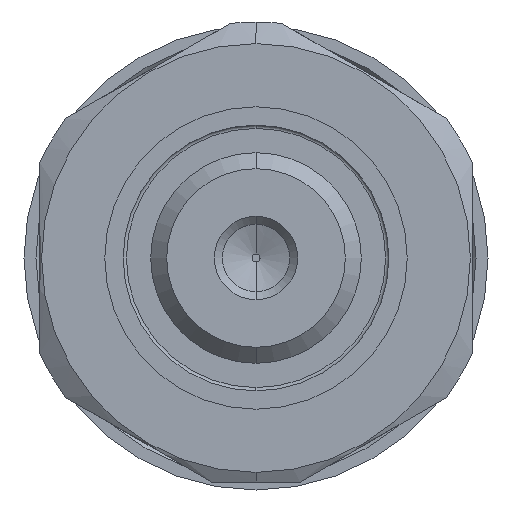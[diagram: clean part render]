
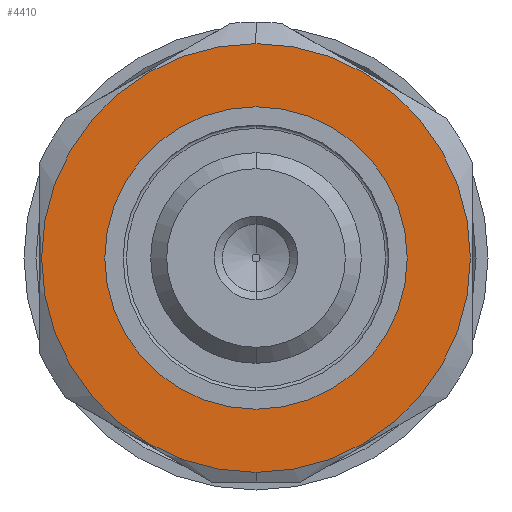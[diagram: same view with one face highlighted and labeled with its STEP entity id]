
A CAD part, front view. The second image highlights one B-rep face of the part: STEP entity #4410.
In plain terms, the highlighted face is planar.
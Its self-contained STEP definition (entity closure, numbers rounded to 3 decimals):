
#72 = DIRECTION ( 'NONE',  ( -1., 0., 0. ) ) ;
#99 = CARTESIAN_POINT ( 'NONE',  ( 14., 0., -9.45 ) ) ;
#139 = AXIS2_PLACEMENT_3D ( 'NONE', #4563, #3291, #3695 ) ;
#259 = CARTESIAN_POINT ( 'NONE',  ( 14., 0., 0. ) ) ;
#276 = DIRECTION ( 'NONE',  ( -1., 0., 0. ) ) ;
#443 = EDGE_CURVE ( 'NONE', #470, #2823, #980, .T. ) ;
#470 = VERTEX_POINT ( 'NONE', #964 ) ;
#562 = CARTESIAN_POINT ( 'NONE',  ( 14., 0., 0. ) ) ;
#688 = FACE_BOUND ( 'NONE', #1133, .T. ) ;
#964 = CARTESIAN_POINT ( 'NONE',  ( 14., 0., 13.4 ) ) ;
#980 = CIRCLE ( 'NONE', #2495, 13.4 ) ;
#1133 = EDGE_LOOP ( 'NONE', ( #5291, #4895 ) ) ;
#1149 = AXIS2_PLACEMENT_3D ( 'NONE', #1945, #4941, #5370 ) ;
#1945 = CARTESIAN_POINT ( 'NONE',  ( 14., 9.45, 0. ) ) ;
#2203 = ORIENTED_EDGE ( 'NONE', *, *, #5377, .T. ) ;
#2260 = DIRECTION ( 'NONE',  ( -1., 0., 0. ) ) ;
#2348 = PLANE ( 'NONE',  #1149 ) ;
#2375 = FACE_OUTER_BOUND ( 'NONE', #2472, .T. ) ;
#2472 = EDGE_LOOP ( 'NONE', ( #2203, #5444 ) ) ;
#2494 = CARTESIAN_POINT ( 'NONE',  ( 14., 0., -13.4 ) ) ;
#2495 = AXIS2_PLACEMENT_3D ( 'NONE', #562, #2260, #3008 ) ;
#2580 = CARTESIAN_POINT ( 'NONE',  ( 14., 0., 0. ) ) ;
#2747 = EDGE_CURVE ( 'NONE', #3522, #3580, #2862, .T. ) ;
#2823 = VERTEX_POINT ( 'NONE', #2494 ) ;
#2862 = CIRCLE ( 'NONE', #139, 9.45 ) ;
#3006 = DIRECTION ( 'NONE',  ( 0., 0., 1. ) ) ;
#3008 = DIRECTION ( 'NONE',  ( 0., 0., 1. ) ) ;
#3291 = DIRECTION ( 'NONE',  ( -1., 0., 0. ) ) ;
#3339 = AXIS2_PLACEMENT_3D ( 'NONE', #2580, #72, #3006 ) ;
#3522 = VERTEX_POINT ( 'NONE', #99 ) ;
#3580 = VERTEX_POINT ( 'NONE', #4719 ) ;
#3695 = DIRECTION ( 'NONE',  ( 0., 0., 1. ) ) ;
#4410 = ADVANCED_FACE ( 'NONE', ( #688, #2375 ), #2348, .F. ) ;
#4563 = CARTESIAN_POINT ( 'NONE',  ( 14., 0., 0. ) ) ;
#4677 = CIRCLE ( 'NONE', #3339, 9.45 ) ;
#4705 = EDGE_CURVE ( 'NONE', #3580, #3522, #4677, .T. ) ;
#4719 = CARTESIAN_POINT ( 'NONE',  ( 14., 0., 9.45 ) ) ;
#4859 = DIRECTION ( 'NONE',  ( 0., 0., 1. ) ) ;
#4895 = ORIENTED_EDGE ( 'NONE', *, *, #2747, .F. ) ;
#4941 = DIRECTION ( 'NONE',  ( 1., 0., 0. ) ) ;
#5143 = CIRCLE ( 'NONE', #5328, 13.4 ) ;
#5291 = ORIENTED_EDGE ( 'NONE', *, *, #4705, .F. ) ;
#5328 = AXIS2_PLACEMENT_3D ( 'NONE', #259, #276, #4859 ) ;
#5370 = DIRECTION ( 'NONE',  ( 0., 0., -1. ) ) ;
#5377 = EDGE_CURVE ( 'NONE', #2823, #470, #5143, .T. ) ;
#5444 = ORIENTED_EDGE ( 'NONE', *, *, #443, .T. ) ;
